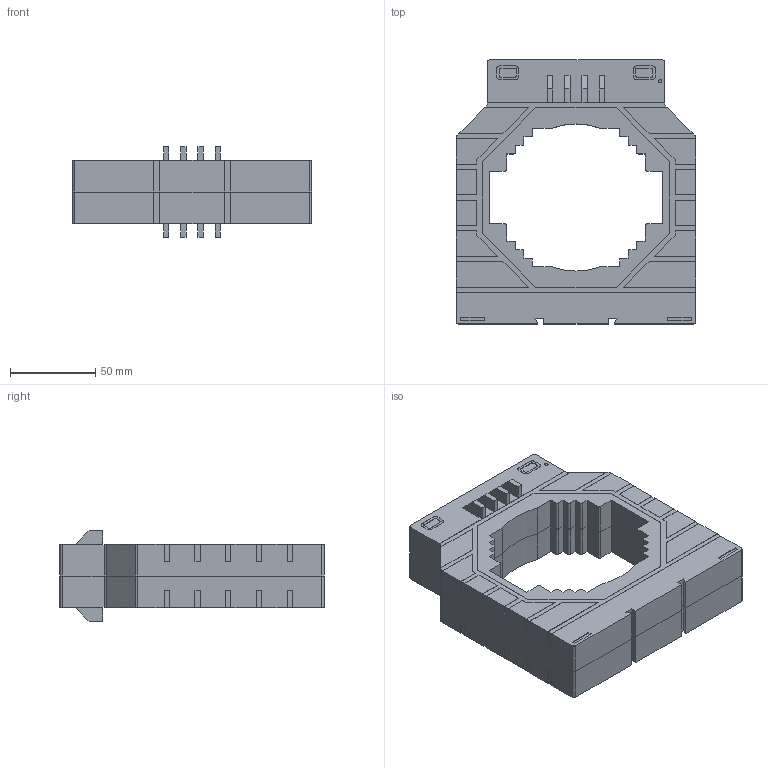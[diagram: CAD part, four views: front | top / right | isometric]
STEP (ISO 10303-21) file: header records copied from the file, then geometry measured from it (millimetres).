
FILE_DESCRIPTION((''),'2;1');
FILE_NAME('3d_DM4T1000.stp','2014-06-05T08:08:37',(''),(''),'Mechanical Desktop 2011','Mechanical Desktop 2011',', , ');
FILE_SCHEMA(('CONFIG_CONTROL_DESIGN'));
Length unit declared in the file: millimetre
Products named in the file (1): Product
Bounding box: 140 x 154.5 x 53 mm (x, y, z)
Volume: 506470.7 mm3; surface area: 91580.5 mm2
Topology: 2 solids, 2 shells, 491 faces, 1430 edges, 980 vertices
Faces by surface type: plane 387, cylinder 84, bspline 20
Entity records: 16172 total; most frequent: CARTESIAN_POINT 3028, ORIENTED_EDGE 2800, DIRECTION 2552, EDGE_CURVE 1400, VECTOR 1240, LINE 1240, VERTEX_POINT 930, AXIS2_PLACEMENT_3D 656
